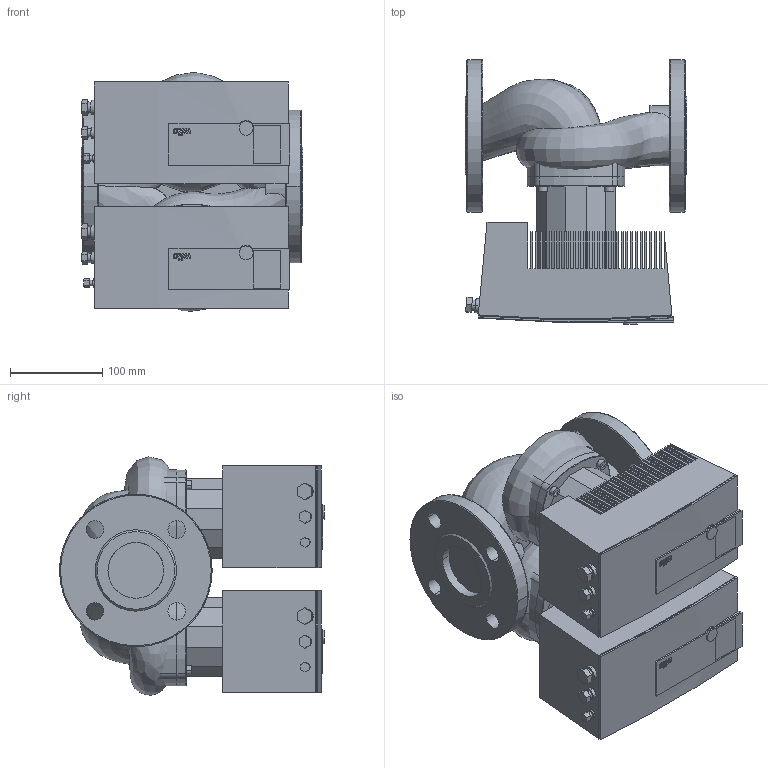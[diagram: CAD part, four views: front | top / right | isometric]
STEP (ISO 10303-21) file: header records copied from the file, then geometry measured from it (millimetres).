
FILE_DESCRIPTION((''),'2;1');
FILE_NAME('3d_Stratos-D50_1-8-PN16-2086550.stp','2017-09-28T12:37:48',(''),(''),'Mechanical Desktop 2009','Mechanical Desktop 2009',', , ');
FILE_SCHEMA(('CONFIG_CONTROL_DESIGN'));
Length unit declared in the file: millimetre
Products named in the file (1): Product
Bounding box: 240 x 286.5 x 257.96 mm (x, y, z)
Volume: 8181099.9 mm3; surface area: 1236869.7 mm2
Topology: 31 solids, 31 shells, 778 faces, 2108 edges, 1434 vertices
Faces by surface type: plane 494, bspline 145, cylinder 101, cone 34, torus 4
Full cylindrical faces by diameter (mm): 65.3 x1
Entity records: 38126 total; most frequent: CARTESIAN_POINT 18779, ORIENTED_EDGE 4210, DIRECTION 3530, EDGE_CURVE 2105, VECTOR 1634, LINE 1634, VERTEX_POINT 1432, AXIS2_PLACEMENT_3D 948
